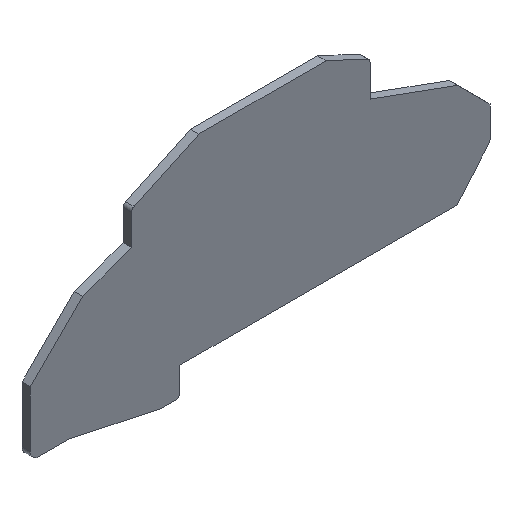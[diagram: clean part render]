
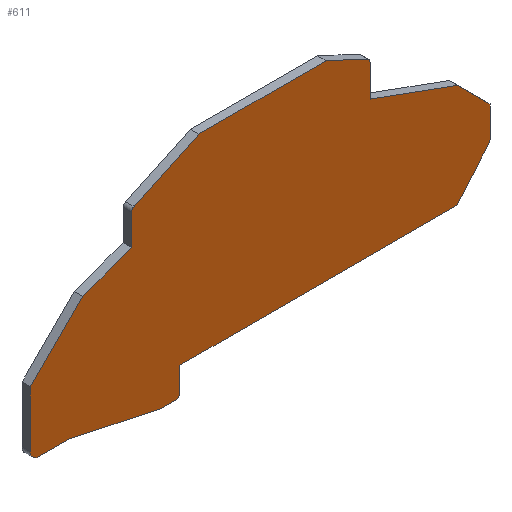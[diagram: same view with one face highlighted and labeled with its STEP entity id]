
A CAD part, isometric view. The second image highlights one B-rep face of the part: STEP entity #611.
In plain terms, the highlighted planar face has unit normal (0, -1, 0).
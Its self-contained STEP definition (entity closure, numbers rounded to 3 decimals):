
#46=CIRCLE('',#642,1.);
#47=CIRCLE('',#647,1.);
#48=CIRCLE('',#653,2.);
#49=CIRCLE('',#658,1.);
#54=CIRCLE('',#669,1.);
#189=ORIENTED_EDGE('',*,*,#284,.F.);
#190=ORIENTED_EDGE('',*,*,#243,.F.);
#191=ORIENTED_EDGE('',*,*,#246,.F.);
#192=ORIENTED_EDGE('',*,*,#248,.F.);
#193=ORIENTED_EDGE('',*,*,#250,.F.);
#194=ORIENTED_EDGE('',*,*,#252,.F.);
#195=ORIENTED_EDGE('',*,*,#254,.F.);
#196=ORIENTED_EDGE('',*,*,#256,.F.);
#197=ORIENTED_EDGE('',*,*,#258,.F.);
#198=ORIENTED_EDGE('',*,*,#260,.F.);
#199=ORIENTED_EDGE('',*,*,#262,.F.);
#200=ORIENTED_EDGE('',*,*,#264,.F.);
#201=ORIENTED_EDGE('',*,*,#266,.F.);
#202=ORIENTED_EDGE('',*,*,#268,.F.);
#203=ORIENTED_EDGE('',*,*,#270,.F.);
#204=ORIENTED_EDGE('',*,*,#272,.F.);
#205=ORIENTED_EDGE('',*,*,#274,.F.);
#206=ORIENTED_EDGE('',*,*,#276,.F.);
#207=ORIENTED_EDGE('',*,*,#278,.F.);
#208=ORIENTED_EDGE('',*,*,#279,.F.);
#209=ORIENTED_EDGE('',*,*,#238,.F.);
#210=ORIENTED_EDGE('',*,*,#241,.F.);
#238=EDGE_CURVE('',#315,#316,#363,.T.);
#241=EDGE_CURVE('',#317,#315,#366,.T.);
#243=EDGE_CURVE('',#318,#319,#368,.T.);
#246=EDGE_CURVE('',#320,#318,#371,.T.);
#248=EDGE_CURVE('',#321,#320,#373,.T.);
#250=EDGE_CURVE('',#322,#321,#375,.T.);
#252=EDGE_CURVE('',#323,#322,#46,.T.);
#254=EDGE_CURVE('',#324,#323,#378,.T.);
#256=EDGE_CURVE('',#325,#324,#380,.T.);
#258=EDGE_CURVE('',#326,#325,#382,.T.);
#260=EDGE_CURVE('',#327,#326,#47,.T.);
#262=EDGE_CURVE('',#328,#327,#385,.T.);
#264=EDGE_CURVE('',#329,#328,#387,.T.);
#266=EDGE_CURVE('',#330,#329,#389,.T.);
#268=EDGE_CURVE('',#331,#330,#391,.T.);
#270=EDGE_CURVE('',#332,#331,#48,.T.);
#272=EDGE_CURVE('',#333,#332,#394,.T.);
#274=EDGE_CURVE('',#334,#333,#396,.T.);
#276=EDGE_CURVE('',#335,#334,#398,.T.);
#278=EDGE_CURVE('',#336,#335,#49,.T.);
#279=EDGE_CURVE('',#316,#336,#400,.T.);
#284=EDGE_CURVE('',#319,#317,#54,.T.);
#315=VERTEX_POINT('',#889);
#316=VERTEX_POINT('',#891);
#317=VERTEX_POINT('',#895);
#318=VERTEX_POINT('',#899);
#319=VERTEX_POINT('',#901);
#320=VERTEX_POINT('',#905);
#321=VERTEX_POINT('',#909);
#322=VERTEX_POINT('',#913);
#323=VERTEX_POINT('',#917);
#324=VERTEX_POINT('',#921);
#325=VERTEX_POINT('',#925);
#326=VERTEX_POINT('',#929);
#327=VERTEX_POINT('',#933);
#328=VERTEX_POINT('',#937);
#329=VERTEX_POINT('',#941);
#330=VERTEX_POINT('',#945);
#331=VERTEX_POINT('',#949);
#332=VERTEX_POINT('',#953);
#333=VERTEX_POINT('',#957);
#334=VERTEX_POINT('',#961);
#335=VERTEX_POINT('',#965);
#336=VERTEX_POINT('',#969);
#363=LINE('',#890,#419);
#366=LINE('',#896,#422);
#368=LINE('',#900,#424);
#371=LINE('',#906,#427);
#373=LINE('',#910,#429);
#375=LINE('',#914,#431);
#378=LINE('',#922,#434);
#380=LINE('',#926,#436);
#382=LINE('',#930,#438);
#385=LINE('',#938,#441);
#387=LINE('',#942,#443);
#389=LINE('',#946,#445);
#391=LINE('',#950,#447);
#394=LINE('',#958,#450);
#396=LINE('',#962,#452);
#398=LINE('',#966,#454);
#400=LINE('',#972,#456);
#419=VECTOR('',#717,1000.);
#422=VECTOR('',#722,1000.);
#424=VECTOR('',#726,1000.);
#427=VECTOR('',#731,1000.);
#429=VECTOR('',#735,1000.);
#431=VECTOR('',#739,1000.);
#434=VECTOR('',#748,1000.);
#436=VECTOR('',#752,1000.);
#438=VECTOR('',#756,1000.);
#441=VECTOR('',#765,1000.);
#443=VECTOR('',#769,1000.);
#445=VECTOR('',#773,1000.);
#447=VECTOR('',#777,1000.);
#450=VECTOR('',#786,1000.);
#452=VECTOR('',#790,1000.);
#454=VECTOR('',#794,1000.);
#456=VECTOR('',#802,1000.);
#504=EDGE_LOOP('',(#189,#190,#191,#192,#193,#194,#195,#196,#197,#198,#199,
#200,#201,#202,#203,#204,#205,#206,#207,#208,#209,#210));
#552=FACE_BOUND('',#504,.T.);
#575=PLANE('',#674);
#611=ADVANCED_FACE('',(#552),#575,.F.);
#642=AXIS2_PLACEMENT_3D('',#918,#743,#744);
#647=AXIS2_PLACEMENT_3D('',#934,#760,#761);
#653=AXIS2_PLACEMENT_3D('',#954,#781,#782);
#658=AXIS2_PLACEMENT_3D('',#970,#798,#799);
#669=AXIS2_PLACEMENT_3D('',#986,#821,#822);
#674=AXIS2_PLACEMENT_3D('',#1291,#831,#832);
#717=DIRECTION('',(-1.,0.,0.));
#722=DIRECTION('',(-0.65,0.,-0.76));
#726=DIRECTION('',(0.,0.,-1.));
#731=DIRECTION('',(0.707,0.,-0.707));
#735=DIRECTION('',(0.94,0.,-0.342));
#739=DIRECTION('',(0.,0.,-1.));
#743=DIRECTION('',(0.,1.,0.));
#744=DIRECTION('',(0.,0.,1.));
#748=DIRECTION('',(0.906,0.,-0.423));
#752=DIRECTION('',(1.,0.,0.));
#756=DIRECTION('',(0.906,0.,0.423));
#760=DIRECTION('',(0.,1.,0.));
#761=DIRECTION('',(0.,0.,1.));
#765=DIRECTION('',(0.,0.,1.));
#769=DIRECTION('',(0.94,0.,0.342));
#773=DIRECTION('',(0.707,0.,0.707));
#777=DIRECTION('',(0.,0.,1.));
#781=DIRECTION('',(0.,1.,0.));
#782=DIRECTION('',(0.,0.,1.));
#786=DIRECTION('',(-1.,0.,0.));
#790=DIRECTION('',(-0.978,0.,0.21));
#794=DIRECTION('',(-1.,0.,0.));
#798=DIRECTION('',(0.,1.,0.));
#799=DIRECTION('',(0.,0.,1.));
#802=DIRECTION('',(0.,0.,-1.));
#821=DIRECTION('',(0.,1.,0.));
#822=DIRECTION('',(0.,0.,1.));
#831=DIRECTION('',(0.,1.,0.));
#832=DIRECTION('',(0.,0.,1.));
#889=CARTESIAN_POINT('',(46.823,0.,-19.374));
#890=CARTESIAN_POINT('',(46.823,0.,-19.374));
#891=CARTESIAN_POINT('',(-19.126,0.,-19.374));
#895=CARTESIAN_POINT('',(54.548,0.,-10.344));
#896=CARTESIAN_POINT('',(54.548,0.,-10.344));
#899=CARTESIAN_POINT('',(54.729,0.,-2.406));
#900=CARTESIAN_POINT('',(54.729,0.,-2.406));
#901=CARTESIAN_POINT('',(54.729,0.,-9.771));
#905=CARTESIAN_POINT('',(47.04,0.,5.283));
#906=CARTESIAN_POINT('',(47.04,0.,5.283));
#909=CARTESIAN_POINT('',(26.155,0.,12.884));
#910=CARTESIAN_POINT('',(26.155,0.,12.884));
#913=CARTESIAN_POINT('',(26.155,0.,20.531));
#914=CARTESIAN_POINT('',(26.155,0.,20.531));
#917=CARTESIAN_POINT('',(25.577,0.,21.438));
#918=CARTESIAN_POINT('',(25.155,0.,20.531));
#921=CARTESIAN_POINT('',(15.7,0.,26.043));
#922=CARTESIAN_POINT('',(15.7,0.,26.043));
#925=CARTESIAN_POINT('',(-14.6,0.,26.043));
#926=CARTESIAN_POINT('',(-14.6,0.,26.043));
#929=CARTESIAN_POINT('',(-30.043,0.,18.842));
#930=CARTESIAN_POINT('',(-30.043,0.,18.842));
#933=CARTESIAN_POINT('',(-30.62,0.,17.936));
#934=CARTESIAN_POINT('',(-29.62,0.,17.936));
#937=CARTESIAN_POINT('',(-30.62,0.,10.661));
#938=CARTESIAN_POINT('',(-30.62,0.,10.661));
#941=CARTESIAN_POINT('',(-42.286,0.,6.415));
#942=CARTESIAN_POINT('',(-42.286,0.,6.415));
#945=CARTESIAN_POINT('',(-54.729,0.,-6.028));
#946=CARTESIAN_POINT('',(-54.729,0.,-6.028));
#949=CARTESIAN_POINT('',(-54.729,0.,-19.428));
#950=CARTESIAN_POINT('',(-54.729,0.,-19.428));
#953=CARTESIAN_POINT('',(-52.729,0.,-21.428));
#954=CARTESIAN_POINT('',(-52.729,0.,-19.428));
#957=CARTESIAN_POINT('',(-45.346,0.,-21.428));
#958=CARTESIAN_POINT('',(-45.346,0.,-21.428));
#961=CARTESIAN_POINT('',(-23.816,0.,-26.043));
#962=CARTESIAN_POINT('',(-23.816,0.,-26.043));
#965=CARTESIAN_POINT('',(-20.126,0.,-26.043));
#966=CARTESIAN_POINT('',(-20.126,0.,-26.043));
#969=CARTESIAN_POINT('',(-19.126,0.,-25.043));
#970=CARTESIAN_POINT('',(-20.126,0.,-25.043));
#972=CARTESIAN_POINT('',(-19.126,0.,-19.374));
#986=CARTESIAN_POINT('',(53.729,0.,-9.771));
#1291=CARTESIAN_POINT('',(25.155,0.,20.531));
